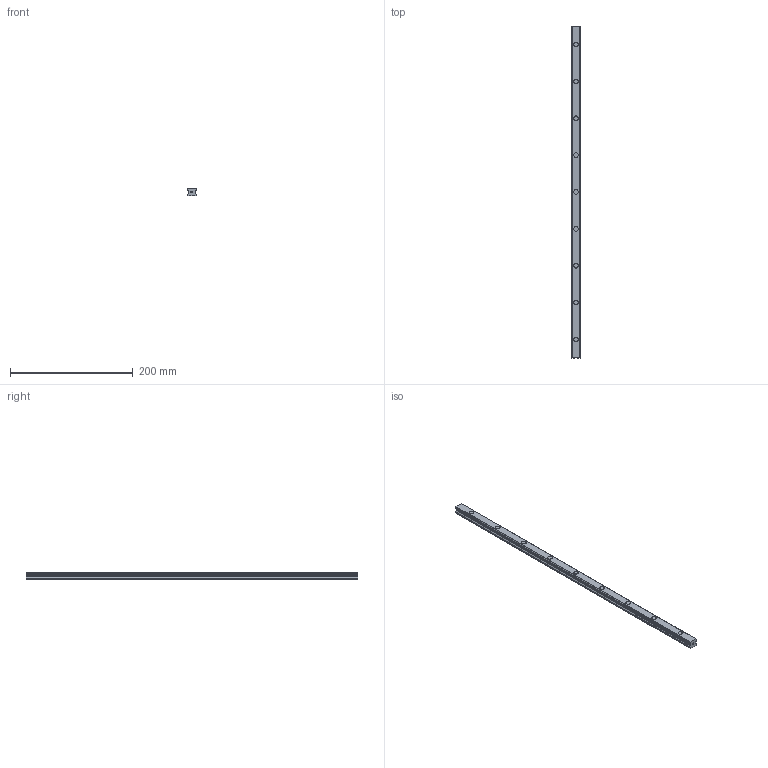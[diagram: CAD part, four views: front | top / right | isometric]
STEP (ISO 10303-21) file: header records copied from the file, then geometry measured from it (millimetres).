
FILE_DESCRIPTION(('STEP AP214'),'1');
FILE_NAME('cctmp_B1E47E01-4C34-434D-8714-4091C9AA7215_2021_02_03_11_26_28_0718..stp','2021-02-03T10:26:28',('HIWIN GmbH'),('CADClick - www.CADClick.com'),'Spatial InterOp 3D',' ','unknown authorization');
FILE_SCHEMA(('AUTOMOTIVE_DESIGN'));
Length unit declared in the file: millimetre
Products named in the file (1): EGR15U540C_FILE
Bounding box: 15 x 540 x 12.5 mm (x, y, z)
Volume: 86022.5 mm3; surface area: 33153.1 mm2
Topology: 1 solids, 1 shells, 193 faces, 507 edges, 338 vertices
Faces by surface type: plane 121, cylinder 72
Entity records: 7569 total; most frequent: DIRECTION 1075, CARTESIAN_POINT 1039, ORIENTED_EDGE 1014, EDGE_CURVE 507, AXIS2_PLACEMENT_3D 374, VERTEX_POINT 338, LINE 327, VECTOR 327
